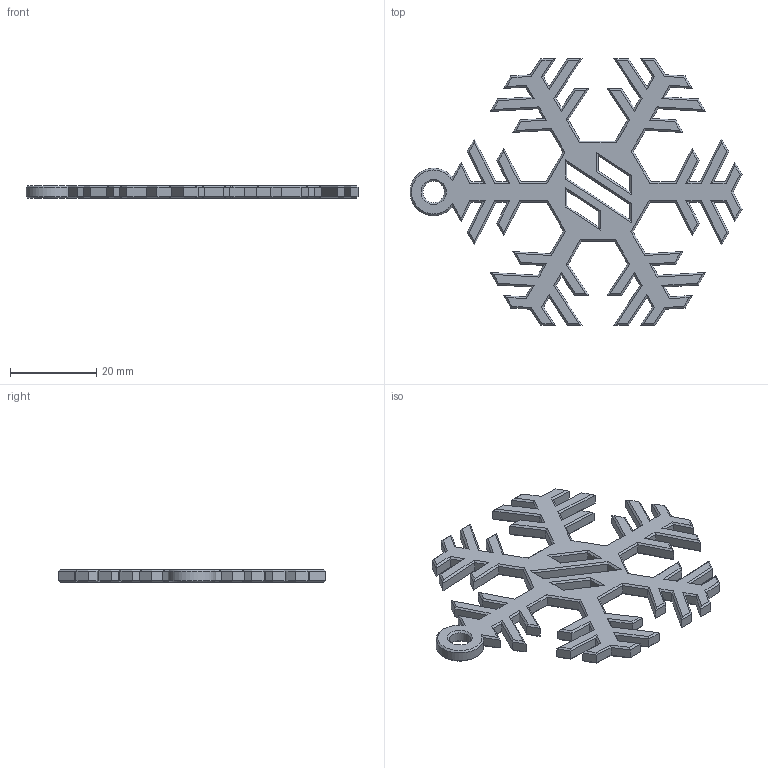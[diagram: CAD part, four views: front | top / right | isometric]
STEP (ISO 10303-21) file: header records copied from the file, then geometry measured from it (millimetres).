
FILE_DESCRIPTION(/* description */ (''),/* implementation_level */ '2;1');
FILE_NAME(/* name */ 'Voron_SnowFlake.step',/* time_stamp */ '2022-11-29T07:04:20-08:00',/* author */ (''),/* organization */ (''),/* preprocessor_version */ 'ST-DEVELOPER v19.2',/* originating_system */ 'Autodesk Translation Framework v11.17.0.187',/* authorisation */ '');
FILE_SCHEMA (('AUTOMOTIVE_DESIGN { 1 0 10303 214 3 1 1 }'));
Length unit declared in the file: millimetre
Products named in the file (1): (Unsaved)
Bounding box: 76.81 x 61.74 x 3 mm (x, y, z)
Volume: 4845.1 mm3; surface area: 5700.9 mm2
Topology: 1 solids, 1 shells, 488 faces, 1134 edges, 648 vertices
Faces by surface type: plane 482, cone 4, cylinder 2
Full cylindrical faces by diameter (mm): 5 x1
Entity records: 13210 total; most frequent: CARTESIAN_POINT 2281, ORIENTED_EDGE 2268, DIRECTION 2116, EDGE_CURVE 1134, LINE 1122, VECTOR 1122, VERTEX_POINT 648, AXIS2_PLACEMENT_3D 497
